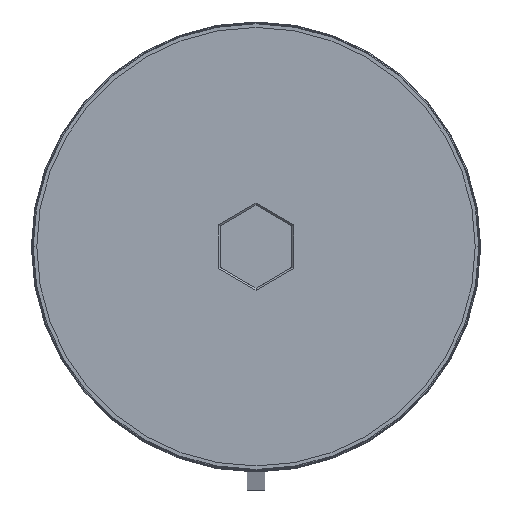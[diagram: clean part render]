
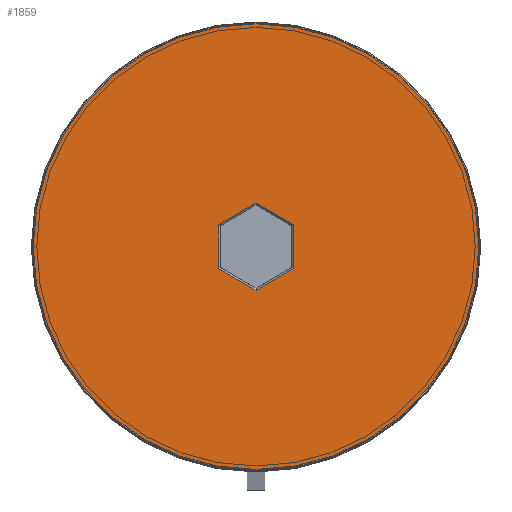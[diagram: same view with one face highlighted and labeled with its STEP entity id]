
A CAD part, top view. The second image highlights one B-rep face of the part: STEP entity #1859.
In plain terms, the highlighted planar face has unit normal (0, 0, 1).
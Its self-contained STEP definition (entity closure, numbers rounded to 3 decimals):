
#87 = CARTESIAN_POINT ( 'NONE',  ( 0., 0., 0. ) ) ;
#114 = DIRECTION ( 'NONE',  ( 1., 0., 0. ) ) ;
#124 = VECTOR ( 'NONE', #1725, 1000. ) ;
#134 = ORIENTED_EDGE ( 'NONE', *, *, #536, .T. ) ;
#161 = EDGE_LOOP ( 'NONE', ( #539, #616 ) ) ;
#204 = VERTEX_POINT ( 'NONE', #1325 ) ;
#220 = VECTOR ( 'NONE', #1180, 1000. ) ;
#236 = CARTESIAN_POINT ( 'NONE',  ( -12.4, 0., 0. ) ) ;
#249 = AXIS2_PLACEMENT_3D ( 'NONE', #87, #1202, #1342 ) ;
#263 = PLANE ( 'NONE',  #959 ) ;
#266 = DIRECTION ( 'NONE',  ( 0., 0., 1. ) ) ;
#290 = CARTESIAN_POINT ( 'NONE',  ( -2.05, -1.241, 0. ) ) ;
#314 = AXIS2_PLACEMENT_3D ( 'NONE', #2057, #266, #114 ) ;
#373 = LINE ( 'NONE', #2005, #1512 ) ;
#387 = CARTESIAN_POINT ( 'NONE',  ( 2.1, -1.212, 0. ) ) ;
#403 = ORIENTED_EDGE ( 'NONE', *, *, #949, .T. ) ;
#410 = CARTESIAN_POINT ( 'NONE',  ( -0.05, 2.396, 0. ) ) ;
#451 = CIRCLE ( 'NONE', #314, 12.4 ) ;
#512 = CARTESIAN_POINT ( 'NONE',  ( 0., -2.425, 0. ) ) ;
#536 = EDGE_CURVE ( 'NONE', #730, #864, #2061, .T. ) ;
#539 = ORIENTED_EDGE ( 'NONE', *, *, #1048, .T. ) ;
#551 = VECTOR ( 'NONE', #1741, 1000. ) ;
#610 = CARTESIAN_POINT ( 'NONE',  ( -2.1, 1.155, 0. ) ) ;
#616 = ORIENTED_EDGE ( 'NONE', *, *, #967, .T. ) ;
#619 = ORIENTED_EDGE ( 'NONE', *, *, #1816, .T. ) ;
#649 = VECTOR ( 'NONE', #1904, 1000. ) ;
#698 = ORIENTED_EDGE ( 'NONE', *, *, #901, .T. ) ;
#730 = VERTEX_POINT ( 'NONE', #512 ) ;
#735 = FACE_BOUND ( 'NONE', #1551, .T. ) ;
#755 = VECTOR ( 'NONE', #1377, 1000. ) ;
#766 = CARTESIAN_POINT ( 'NONE',  ( 2.1, -1.155, 0. ) ) ;
#864 = VERTEX_POINT ( 'NONE', #1901 ) ;
#901 = EDGE_CURVE ( 'NONE', #864, #1465, #1710, .T. ) ;
#917 = LINE ( 'NONE', #766, #124 ) ;
#949 = EDGE_CURVE ( 'NONE', #1443, #1707, #917, .T. ) ;
#959 = AXIS2_PLACEMENT_3D ( 'NONE', #1500, #1834, #983 ) ;
#967 = EDGE_CURVE ( 'NONE', #1939, #1193, #451, .T. ) ;
#983 = DIRECTION ( 'NONE',  ( 1., 0., 0. ) ) ;
#1041 = ORIENTED_EDGE ( 'NONE', *, *, #2024, .T. ) ;
#1048 = EDGE_CURVE ( 'NONE', #1193, #1939, #1190, .T. ) ;
#1079 = CARTESIAN_POINT ( 'NONE',  ( 0.05, -2.396, 0. ) ) ;
#1100 = ORIENTED_EDGE ( 'NONE', *, *, #1997, .T. ) ;
#1115 = CARTESIAN_POINT ( 'NONE',  ( -2.1, 1.212, 0. ) ) ;
#1180 = DIRECTION ( 'NONE',  ( 0.866, 0.5, 0. ) ) ;
#1190 = CIRCLE ( 'NONE', #249, 12.4 ) ;
#1193 = VERTEX_POINT ( 'NONE', #1680 ) ;
#1202 = DIRECTION ( 'NONE',  ( 0., 0., 1. ) ) ;
#1325 = CARTESIAN_POINT ( 'NONE',  ( 0., 2.425, 0. ) ) ;
#1342 = DIRECTION ( 'NONE',  ( 1., 0., 0. ) ) ;
#1377 = DIRECTION ( 'NONE',  ( -0.866, -0.5, 0. ) ) ;
#1392 = FACE_OUTER_BOUND ( 'NONE', #161, .T. ) ;
#1443 = VERTEX_POINT ( 'NONE', #1925 ) ;
#1465 = VERTEX_POINT ( 'NONE', #1115 ) ;
#1500 = CARTESIAN_POINT ( 'NONE',  ( 0., 0., 0. ) ) ;
#1512 = VECTOR ( 'NONE', #1994, 1000. ) ;
#1551 = EDGE_LOOP ( 'NONE', ( #619, #134, #698, #1100, #1041, #403 ) ) ;
#1680 = CARTESIAN_POINT ( 'NONE',  ( 12.4, 0., 0. ) ) ;
#1707 = VERTEX_POINT ( 'NONE', #387 ) ;
#1710 = LINE ( 'NONE', #610, #551 ) ;
#1725 = DIRECTION ( 'NONE',  ( 0., -1., 0. ) ) ;
#1741 = DIRECTION ( 'NONE',  ( 0., 1., 0. ) ) ;
#1816 = EDGE_CURVE ( 'NONE', #1707, #730, #1876, .T. ) ;
#1834 = DIRECTION ( 'NONE',  ( 0., 0., 1. ) ) ;
#1859 = ADVANCED_FACE ( 'NONE', ( #1392, #735 ), #263, .T. ) ;
#1876 = LINE ( 'NONE', #1079, #755 ) ;
#1901 = CARTESIAN_POINT ( 'NONE',  ( -2.1, -1.212, 0. ) ) ;
#1904 = DIRECTION ( 'NONE',  ( -0.866, 0.5, 0. ) ) ;
#1925 = CARTESIAN_POINT ( 'NONE',  ( 2.1, 1.212, 0. ) ) ;
#1939 = VERTEX_POINT ( 'NONE', #236 ) ;
#1994 = DIRECTION ( 'NONE',  ( 0.866, -0.5, 0. ) ) ;
#1997 = EDGE_CURVE ( 'NONE', #1465, #204, #2019, .T. ) ;
#2005 = CARTESIAN_POINT ( 'NONE',  ( 2.05, 1.241, 0. ) ) ;
#2019 = LINE ( 'NONE', #410, #220 ) ;
#2024 = EDGE_CURVE ( 'NONE', #204, #1443, #373, .T. ) ;
#2057 = CARTESIAN_POINT ( 'NONE',  ( 0., 0., 0. ) ) ;
#2061 = LINE ( 'NONE', #290, #649 ) ;
